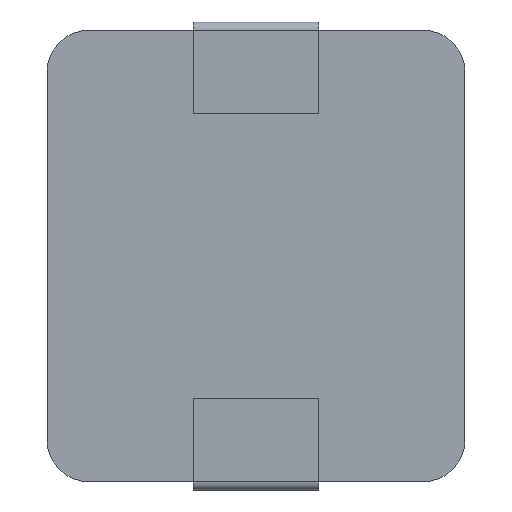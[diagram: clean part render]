
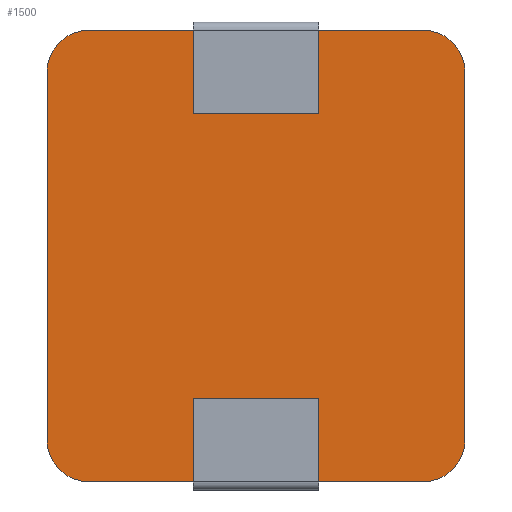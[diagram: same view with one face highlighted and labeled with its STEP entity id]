
A CAD part, front view. The second image highlights one B-rep face of the part: STEP entity #1500.
In plain terms, the highlighted planar face has unit normal (0, -1, 0).
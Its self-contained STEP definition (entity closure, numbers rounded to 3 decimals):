
#65 = CIRCLE ( 'NONE', #890, 1. ) ;
#80 = ORIENTED_EDGE ( 'NONE', *, *, #1495, .F. ) ;
#96 = CARTESIAN_POINT ( 'NONE',  ( 0., 0., 0. ) ) ;
#108 = VECTOR ( 'NONE', #810, 1000. ) ;
#159 = VERTEX_POINT ( 'NONE', #1274 ) ;
#221 = DIRECTION ( 'NONE',  ( -1., 0., 0. ) ) ;
#317 = CIRCLE ( 'NONE', #489, 1. ) ;
#319 = VECTOR ( 'NONE', #1228, 1000. ) ;
#410 = AXIS2_PLACEMENT_3D ( 'NONE', #1691, #908, #1875 ) ;
#479 = CARTESIAN_POINT ( 'NONE',  ( 9., 0., 0. ) ) ;
#489 = AXIS2_PLACEMENT_3D ( 'NONE', #1032, #501, #838 ) ;
#501 = DIRECTION ( 'NONE',  ( 0., -1., 0. ) ) ;
#511 = ORIENTED_EDGE ( 'NONE', *, *, #1371, .T. ) ;
#603 = ORIENTED_EDGE ( 'NONE', *, *, #639, .F. ) ;
#630 = EDGE_CURVE ( 'NONE', #1329, #1204, #317, .T. ) ;
#634 = DIRECTION ( 'NONE',  ( 0., -1., 0. ) ) ;
#638 = CARTESIAN_POINT ( 'NONE',  ( 0., 0., -10.8 ) ) ;
#639 = EDGE_CURVE ( 'NONE', #2168, #159, #1866, .T. ) ;
#651 = EDGE_CURVE ( 'NONE', #1329, #1152, #1681, .T. ) ;
#666 = CARTESIAN_POINT ( 'NONE',  ( 10., 0., 0. ) ) ;
#709 = DIRECTION ( 'NONE',  ( 0., 0., -1. ) ) ;
#810 = DIRECTION ( 'NONE',  ( 1., 0., 0. ) ) ;
#825 = CARTESIAN_POINT ( 'NONE',  ( 1., 0., -9.8 ) ) ;
#838 = DIRECTION ( 'NONE',  ( 0., 0., -1. ) ) ;
#890 = AXIS2_PLACEMENT_3D ( 'NONE', #911, #1489, #709 ) ;
#908 = DIRECTION ( 'NONE',  ( 0., -1., 0. ) ) ;
#911 = CARTESIAN_POINT ( 'NONE',  ( 1., 0., -1. ) ) ;
#915 = ORIENTED_EDGE ( 'NONE', *, *, #630, .T. ) ;
#919 = VERTEX_POINT ( 'NONE', #2445 ) ;
#957 = VERTEX_POINT ( 'NONE', #1279 ) ;
#973 = CIRCLE ( 'NONE', #981, 1. ) ;
#981 = AXIS2_PLACEMENT_3D ( 'NONE', #1521, #1313, #2081 ) ;
#1014 = ORIENTED_EDGE ( 'NONE', *, *, #651, .F. ) ;
#1032 = CARTESIAN_POINT ( 'NONE',  ( 9., 0., -9.8 ) ) ;
#1060 = VECTOR ( 'NONE', #1083, 1000. ) ;
#1063 = LINE ( 'NONE', #666, #1060 ) ;
#1073 = PLANE ( 'NONE',  #410 ) ;
#1083 = DIRECTION ( 'NONE',  ( 0., 0., -1. ) ) ;
#1152 = VERTEX_POINT ( 'NONE', #1568 ) ;
#1204 = VERTEX_POINT ( 'NONE', #1565 ) ;
#1228 = DIRECTION ( 'NONE',  ( 0., 0., 1. ) ) ;
#1265 = VECTOR ( 'NONE', #221, 1000. ) ;
#1274 = CARTESIAN_POINT ( 'NONE',  ( 0., 0., -1. ) ) ;
#1279 = CARTESIAN_POINT ( 'NONE',  ( 1., 0., 0. ) ) ;
#1313 = DIRECTION ( 'NONE',  ( 0., -1., 0. ) ) ;
#1329 = VERTEX_POINT ( 'NONE', #2201 ) ;
#1371 = EDGE_CURVE ( 'NONE', #2168, #1152, #2187, .T. ) ;
#1401 = LINE ( 'NONE', #2399, #108 ) ;
#1451 = ORIENTED_EDGE ( 'NONE', *, *, #1749, .T. ) ;
#1489 = DIRECTION ( 'NONE',  ( 0., -1., 0. ) ) ;
#1495 = EDGE_CURVE ( 'NONE', #919, #1204, #1063, .T. ) ;
#1500 = ADVANCED_FACE ( 'NONE', ( #2250 ), #1073, .T. ) ;
#1521 = CARTESIAN_POINT ( 'NONE',  ( 9., 0., -1. ) ) ;
#1565 = CARTESIAN_POINT ( 'NONE',  ( 10., 0., -9.8 ) ) ;
#1568 = CARTESIAN_POINT ( 'NONE',  ( 1., 0., -10.8 ) ) ;
#1620 = DIRECTION ( 'NONE',  ( 0., 0., -1. ) ) ;
#1681 = LINE ( 'NONE', #638, #1265 ) ;
#1683 = CARTESIAN_POINT ( 'NONE',  ( 0., 0., -9.8 ) ) ;
#1691 = CARTESIAN_POINT ( 'NONE',  ( 0., 0., 0. ) ) ;
#1749 = EDGE_CURVE ( 'NONE', #919, #2089, #973, .T. ) ;
#1866 = LINE ( 'NONE', #96, #319 ) ;
#1875 = DIRECTION ( 'NONE',  ( 0., 0., -1. ) ) ;
#2081 = DIRECTION ( 'NONE',  ( 0., 0., -1. ) ) ;
#2089 = VERTEX_POINT ( 'NONE', #479 ) ;
#2113 = EDGE_LOOP ( 'NONE', ( #603, #511, #1014, #915, #80, #1451, #2437, #2344 ) ) ;
#2168 = VERTEX_POINT ( 'NONE', #1683 ) ;
#2187 = CIRCLE ( 'NONE', #2312, 1. ) ;
#2201 = CARTESIAN_POINT ( 'NONE',  ( 9., 0., -10.8 ) ) ;
#2207 = EDGE_CURVE ( 'NONE', #957, #159, #65, .T. ) ;
#2250 = FACE_OUTER_BOUND ( 'NONE', #2113, .T. ) ;
#2312 = AXIS2_PLACEMENT_3D ( 'NONE', #825, #634, #1620 ) ;
#2344 = ORIENTED_EDGE ( 'NONE', *, *, #2207, .T. ) ;
#2399 = CARTESIAN_POINT ( 'NONE',  ( 0., 0., 0. ) ) ;
#2428 = EDGE_CURVE ( 'NONE', #957, #2089, #1401, .T. ) ;
#2437 = ORIENTED_EDGE ( 'NONE', *, *, #2428, .F. ) ;
#2445 = CARTESIAN_POINT ( 'NONE',  ( 10., 0., -1. ) ) ;
